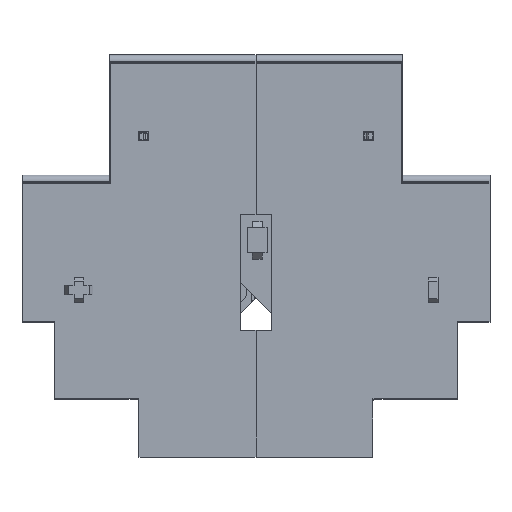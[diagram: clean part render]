
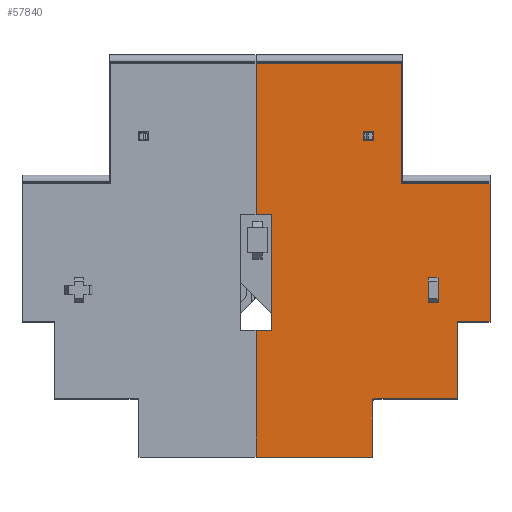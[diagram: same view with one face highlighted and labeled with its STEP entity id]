
A CAD part, top view. The second image highlights one B-rep face of the part: STEP entity #57840.
In plain terms, the highlighted planar face has unit normal (0, 0, 1).
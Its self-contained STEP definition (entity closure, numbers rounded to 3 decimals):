
#53683=DIRECTION('',(-1.,0.,0.));
#53684=VECTOR('',#53683,18.);
#53685=CARTESIAN_POINT('',(30.881,17.02,13.8));
#53686=LINE('',#53685,#53684);
#53687=DIRECTION('',(0.,1.,0.));
#53688=VECTOR('',#53687,19.5);
#53689=CARTESIAN_POINT('',(12.881,17.02,13.8));
#53690=LINE('',#53689,#53688);
#53691=DIRECTION('',(0.,1.,0.));
#53692=VECTOR('',#53691,23.25);
#53693=CARTESIAN_POINT('',(12.881,54.32,13.8));
#53694=LINE('',#53693,#53692);
#53695=DIRECTION('',(0.,1.,0.));
#53696=VECTOR('',#53695,11.85);
#53697=CARTESIAN_POINT('',(43.881,25.97,13.8));
#53698=LINE('',#53697,#53696);
#53699=DIRECTION('',(1.,0.,0.));
#53700=VECTOR('',#53699,5.);
#53701=CARTESIAN_POINT('',(43.881,37.82,13.8));
#53702=LINE('',#53701,#53700);
#53711=DIRECTION('',(0.,1.,0.));
#53712=VECTOR('',#53711,21.25);
#53713=CARTESIAN_POINT('',(48.881,37.82,13.8));
#53714=LINE('',#53713,#53712);
#54458=DIRECTION('',(-1.,0.,0.));
#54459=VECTOR('',#54458,13.6);
#54460=CARTESIAN_POINT('',(48.881,59.07,13.8));
#54461=LINE('',#54460,#54459);
#54478=DIRECTION('',(0.,1.,0.));
#54479=VECTOR('',#54478,18.5);
#54480=CARTESIAN_POINT('',(35.281,59.07,13.8));
#54481=LINE('',#54480,#54479);
#54829=DIRECTION('',(-1.,0.,0.));
#54830=VECTOR('',#54829,1.6);
#54831=CARTESIAN_POINT('',(30.981,65.77,13.8));
#54832=LINE('',#54831,#54830);
#54841=DIRECTION('',(0.,1.,0.));
#54842=VECTOR('',#54841,1.4);
#54843=CARTESIAN_POINT('',(29.381,65.77,13.8));
#54844=LINE('',#54843,#54842);
#54853=DIRECTION('',(1.,0.,0.));
#54854=VECTOR('',#54853,1.6);
#54855=CARTESIAN_POINT('',(29.381,67.17,13.8));
#54856=LINE('',#54855,#54854);
#54869=DIRECTION('',(0.,-1.,0.));
#54870=VECTOR('',#54869,1.4);
#54871=CARTESIAN_POINT('',(30.981,67.17,13.8));
#54872=LINE('',#54871,#54870);
#54873=DIRECTION('',(-1.,0.,0.));
#54874=VECTOR('',#54873,22.4);
#54875=CARTESIAN_POINT('',(35.281,77.57,13.8));
#54876=LINE('',#54875,#54874);
#55316=DIRECTION('',(1.,0.,0.));
#55317=VECTOR('',#55316,2.4);
#55318=CARTESIAN_POINT('',(12.881,54.32,13.8));
#55319=LINE('',#55318,#55317);
#55324=DIRECTION('',(0.,-1.,0.));
#55325=VECTOR('',#55324,17.8);
#55326=CARTESIAN_POINT('',(15.281,54.32,13.8));
#55327=LINE('',#55326,#55325);
#55336=DIRECTION('',(-1.,0.,0.));
#55337=VECTOR('',#55336,2.4);
#55338=CARTESIAN_POINT('',(15.281,36.52,13.8));
#55339=LINE('',#55338,#55337);
#55388=DIRECTION('',(0.,1.,0.));
#55389=VECTOR('',#55388,8.95);
#55390=CARTESIAN_POINT('',(30.881,17.02,13.8));
#55391=LINE('',#55390,#55389);
#55400=DIRECTION('',(1.,0.,0.));
#55401=VECTOR('',#55400,13.);
#55402=CARTESIAN_POINT('',(30.881,25.97,13.8));
#55403=LINE('',#55402,#55401);
#55574=DIRECTION('',(0.,1.,0.));
#55575=VECTOR('',#55574,3.9);
#55576=CARTESIAN_POINT('',(39.381,40.77,13.8));
#55577=LINE('',#55576,#55575);
#55606=DIRECTION('',(0.,-1.,0.));
#55607=VECTOR('',#55606,3.9);
#55608=CARTESIAN_POINT('',(40.881,44.67,13.8));
#55609=LINE('',#55608,#55607);
#55618=DIRECTION('',(1.,0.,0.));
#55619=VECTOR('',#55618,1.5);
#55620=CARTESIAN_POINT('',(39.381,44.67,13.8));
#55621=LINE('',#55620,#55619);
#55634=DIRECTION('',(-1.,0.,0.));
#55635=VECTOR('',#55634,1.5);
#55636=CARTESIAN_POINT('',(40.881,40.77,13.8));
#55637=LINE('',#55636,#55635);
#55989=CARTESIAN_POINT('',(12.881,54.32,13.8));
#55991=VERTEX_POINT('',#55989);
#55994=CARTESIAN_POINT('',(12.881,36.52,13.8));
#55995=VERTEX_POINT('',#55994);
#55997=CARTESIAN_POINT('',(12.881,17.02,13.8));
#55999=VERTEX_POINT('',#55997);
#56252=CARTESIAN_POINT('',(43.881,25.97,13.8));
#56253=CARTESIAN_POINT('',(43.881,37.82,13.8));
#56254=VERTEX_POINT('',#56252);
#56255=VERTEX_POINT('',#56253);
#56256=CARTESIAN_POINT('',(30.881,25.97,13.8));
#56257=VERTEX_POINT('',#56256);
#56258=CARTESIAN_POINT('',(30.881,17.02,13.8));
#56259=VERTEX_POINT('',#56258);
#56260=CARTESIAN_POINT('',(15.281,36.52,13.8));
#56261=VERTEX_POINT('',#56260);
#56262=CARTESIAN_POINT('',(15.281,54.32,13.8));
#56263=VERTEX_POINT('',#56262);
#56264=CARTESIAN_POINT('',(12.881,77.57,13.8));
#56265=VERTEX_POINT('',#56264);
#56266=CARTESIAN_POINT('',(35.281,77.57,13.8));
#56267=VERTEX_POINT('',#56266);
#56268=CARTESIAN_POINT('',(35.281,59.07,13.8));
#56269=VERTEX_POINT('',#56268);
#56270=CARTESIAN_POINT('',(48.881,59.07,13.8));
#56271=VERTEX_POINT('',#56270);
#56272=CARTESIAN_POINT('',(48.881,37.82,13.8));
#56273=VERTEX_POINT('',#56272);
#56274=CARTESIAN_POINT('',(39.381,40.77,13.8));
#56275=CARTESIAN_POINT('',(39.381,44.67,13.8));
#56276=VERTEX_POINT('',#56274);
#56277=VERTEX_POINT('',#56275);
#56278=CARTESIAN_POINT('',(40.881,40.77,13.8));
#56279=VERTEX_POINT('',#56278);
#56280=CARTESIAN_POINT('',(30.981,65.77,13.8));
#56281=CARTESIAN_POINT('',(29.381,65.77,13.8));
#56282=VERTEX_POINT('',#56280);
#56283=VERTEX_POINT('',#56281);
#56284=CARTESIAN_POINT('',(30.981,67.17,13.8));
#56285=VERTEX_POINT('',#56284);
#56286=CARTESIAN_POINT('',(29.381,67.17,13.8));
#56287=VERTEX_POINT('',#56286);
#56701=CARTESIAN_POINT('',(40.881,44.67,13.8));
#56702=VERTEX_POINT('',#56701);
#57788=CARTESIAN_POINT('',(30.881,47.295,13.8));
#57789=DIRECTION('',(0.,0.,1.));
#57790=DIRECTION('',(-1.,0.,0.));
#57791=AXIS2_PLACEMENT_3D('',#57788,#57789,#57790);
#57792=PLANE('',#57791);
#57794=ORIENTED_EDGE('',*,*,#57793,.F.);
#57796=ORIENTED_EDGE('',*,*,#57795,.F.);
#57798=ORIENTED_EDGE('',*,*,#57797,.F.);
#57799=ORIENTED_EDGE('',*,*,#57767,.T.);
#57800=ORIENTED_EDGE('',*,*,#56919,.T.);
#57802=ORIENTED_EDGE('',*,*,#57801,.F.);
#57804=ORIENTED_EDGE('',*,*,#57803,.F.);
#57806=ORIENTED_EDGE('',*,*,#57805,.F.);
#57807=ORIENTED_EDGE('',*,*,#56911,.T.);
#57809=ORIENTED_EDGE('',*,*,#57808,.F.);
#57811=ORIENTED_EDGE('',*,*,#57810,.F.);
#57813=ORIENTED_EDGE('',*,*,#57812,.F.);
#57815=ORIENTED_EDGE('',*,*,#57814,.F.);
#57817=ORIENTED_EDGE('',*,*,#57816,.F.);
#57818=EDGE_LOOP('',(#57794,#57796,#57798,#57799,#57800,#57802,#57804,#57806,
#57807,#57809,#57811,#57813,#57815,#57817));
#57819=FACE_OUTER_BOUND('',#57818,.F.);
#57821=ORIENTED_EDGE('',*,*,#57820,.F.);
#57823=ORIENTED_EDGE('',*,*,#57822,.F.);
#57825=ORIENTED_EDGE('',*,*,#57824,.F.);
#57827=ORIENTED_EDGE('',*,*,#57826,.F.);
#57828=EDGE_LOOP('',(#57821,#57823,#57825,#57827));
#57829=FACE_BOUND('',#57828,.F.);
#57831=ORIENTED_EDGE('',*,*,#57830,.F.);
#57833=ORIENTED_EDGE('',*,*,#57832,.F.);
#57835=ORIENTED_EDGE('',*,*,#57834,.F.);
#57837=ORIENTED_EDGE('',*,*,#57836,.F.);
#57838=EDGE_LOOP('',(#57831,#57833,#57835,#57837));
#57839=FACE_BOUND('',#57838,.F.);
#57840=ADVANCED_FACE('',(#57819,#57829,#57839),#57792,.T.);
#56911=EDGE_CURVE('',#55991,#56265,#53694,.T.);
#56919=EDGE_CURVE('',#55999,#55995,#53690,.T.);
#57767=EDGE_CURVE('',#56259,#55999,#53686,.T.);
#57793=EDGE_CURVE('',#56254,#56255,#53698,.T.);
#57795=EDGE_CURVE('',#56257,#56254,#55403,.T.);
#57797=EDGE_CURVE('',#56259,#56257,#55391,.T.);
#57801=EDGE_CURVE('',#56261,#55995,#55339,.T.);
#57803=EDGE_CURVE('',#56263,#56261,#55327,.T.);
#57805=EDGE_CURVE('',#55991,#56263,#55319,.T.);
#57808=EDGE_CURVE('',#56267,#56265,#54876,.T.);
#57810=EDGE_CURVE('',#56269,#56267,#54481,.T.);
#57812=EDGE_CURVE('',#56271,#56269,#54461,.T.);
#57814=EDGE_CURVE('',#56273,#56271,#53714,.T.);
#57816=EDGE_CURVE('',#56255,#56273,#53702,.T.);
#57820=EDGE_CURVE('',#56276,#56277,#55577,.T.);
#57822=EDGE_CURVE('',#56279,#56276,#55637,.T.);
#57824=EDGE_CURVE('',#56702,#56279,#55609,.T.);
#57826=EDGE_CURVE('',#56277,#56702,#55621,.T.);
#57830=EDGE_CURVE('',#56282,#56283,#54832,.T.);
#57832=EDGE_CURVE('',#56285,#56282,#54872,.T.);
#57834=EDGE_CURVE('',#56287,#56285,#54856,.T.);
#57836=EDGE_CURVE('',#56283,#56287,#54844,.T.);
